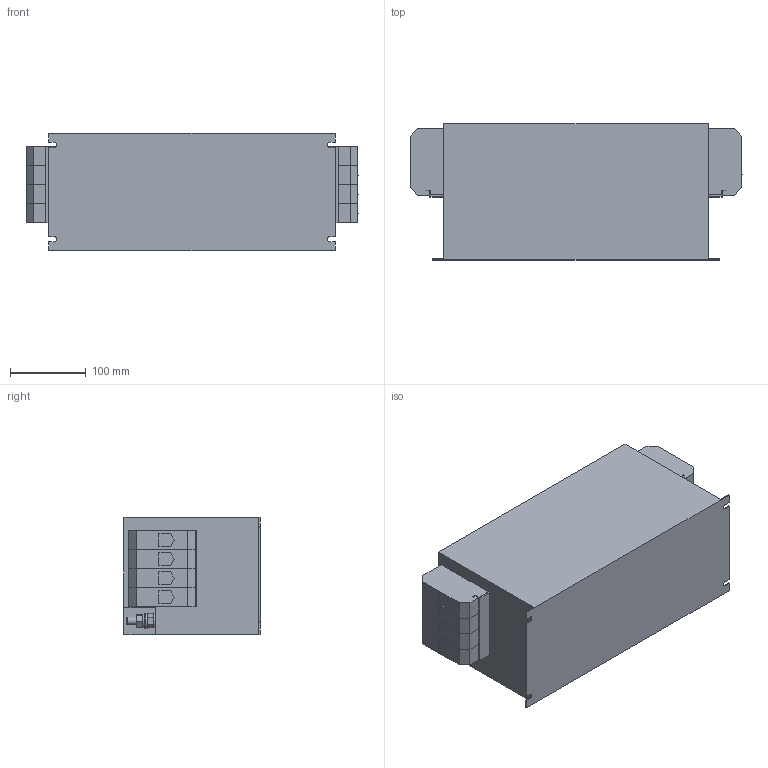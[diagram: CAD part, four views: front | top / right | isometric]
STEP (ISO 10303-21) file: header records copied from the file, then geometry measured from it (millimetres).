
FILE_DESCRIPTION (( 'STEP AP214' ), '1' );
FILE_NAME ('199794.STEP', '2020-05-28T22:34:22', ( '' ), ( '' ), 'SwSTEP 2.0', 'SolidWorks 2018', '' );
FILE_SCHEMA (( 'AUTOMOTIVE_DESIGN' ));
Length unit declared in the file: millimetre
Products named in the file (1): 199794
Bounding box: 439.6 x 180.1 x 155 mm (x, y, z)
Volume: 10483478.4 mm3; surface area: 336248.7 mm2
Topology: 1 solids, 1 shells, 328 faces, 816 edges, 516 vertices
Faces by surface type: plane 220, cone 52, cylinder 32, bspline 16, torus 8
Entity records: 10202 total; most frequent: CARTESIAN_POINT 2637, ORIENTED_EDGE 1632, DIRECTION 1430, EDGE_CURVE 816, LINE 540, VECTOR 540, VERTEX_POINT 516, AXIS2_PLACEMENT_3D 445
